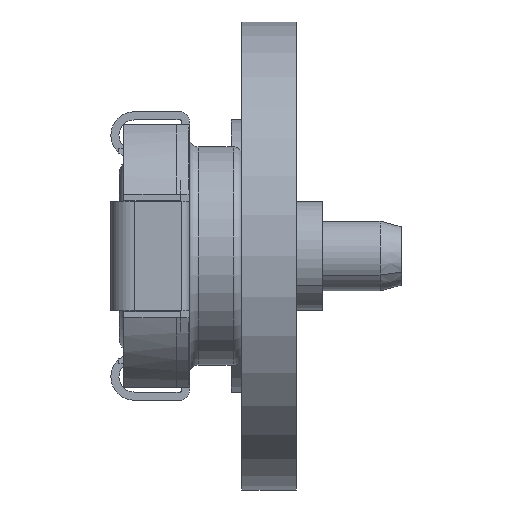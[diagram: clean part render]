
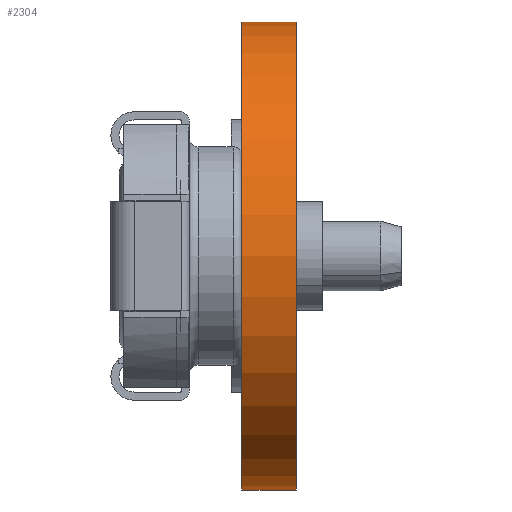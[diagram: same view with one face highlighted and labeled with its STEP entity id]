
A CAD part, left-side view. The second image highlights one B-rep face of the part: STEP entity #2304.
In plain terms, the highlighted cylindrical face has radius 6.795 mm (diameter 13.589 mm), a partial arc.
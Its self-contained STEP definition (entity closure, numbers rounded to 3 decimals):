
#1598 = VERTEX_POINT ( 'NONE', #4143 ) ;
#1602 = EDGE_CURVE ( 'NONE', #1598, #1757, #4192, .T. ) ;
#1757 = VERTEX_POINT ( 'NONE', #4438 ) ;
#2170 = VERTEX_POINT ( 'NONE', #4989 ) ;
#2172 = EDGE_CURVE ( 'NONE', #2173, #2170, #5050, .T. ) ;
#2173 = VERTEX_POINT ( 'NONE', #5046 ) ;
#2257 = EDGE_CURVE ( 'NONE', #1598, #2173, #5171, .T. ) ;
#2280 = ORIENTED_EDGE ( 'NONE', *, *, #2172, .T. ) ;
#2281 = ORIENTED_EDGE ( 'NONE', *, *, #2282, .F. ) ;
#2282 = EDGE_CURVE ( 'NONE', #1757, #2170, #5205, .T. ) ;
#2283 = ORIENTED_EDGE ( 'NONE', *, *, #1602, .F. ) ;
#2284 = ORIENTED_EDGE ( 'NONE', *, *, #2257, .T. ) ;
#2304 = ADVANCED_FACE ( 'NONE', ( #5229 ), #5228, .T. ) ;
#2305 = EDGE_LOOP ( 'NONE', ( #2280, #2281, #2283, #2284 ) ) ;
#4143 = CARTESIAN_POINT ( 'NONE',  ( -6.35, 1.575, -6.794 ) ) ;
#4188 = DIRECTION ( 'NONE',  ( 0., 0., -1. ) ) ;
#4189 = DIRECTION ( 'NONE',  ( 0., 1., 0. ) ) ;
#4190 = CARTESIAN_POINT ( 'NONE',  ( -6.35, 1.575, 0. ) ) ;
#4191 = AXIS2_PLACEMENT_3D ( 'NONE', #4190, #4189, #4188 ) ;
#4192 = CIRCLE ( 'NONE', #4191, 6.794 ) ;
#4438 = CARTESIAN_POINT ( 'NONE',  ( -6.35, 1.575, 6.794 ) ) ;
#4988 = CARTESIAN_POINT ( 'NONE',  ( -6.35, 0., 0. ) ) ;
#4989 = CARTESIAN_POINT ( 'NONE',  ( -6.35, 0., 6.794 ) ) ;
#5046 = CARTESIAN_POINT ( 'NONE',  ( -6.35, 0., -6.794 ) ) ;
#5047 = DIRECTION ( 'NONE',  ( 0., 0., -1. ) ) ;
#5048 = DIRECTION ( 'NONE',  ( 0., 1., 0. ) ) ;
#5049 = AXIS2_PLACEMENT_3D ( 'NONE', #4988, #5048, #5047 ) ;
#5050 = CIRCLE ( 'NONE', #5049, 6.794 ) ;
#5168 = DIRECTION ( 'NONE',  ( 0., -1., 0. ) ) ;
#5169 = VECTOR ( 'NONE', #5168, 1000. ) ;
#5170 = CARTESIAN_POINT ( 'NONE',  ( -6.35, 1.575, -6.794 ) ) ;
#5171 = LINE ( 'NONE', #5170, #5169 ) ;
#5197 = DIRECTION ( 'NONE',  ( 0., -1., 0. ) ) ;
#5198 = VECTOR ( 'NONE', #5197, 1000. ) ;
#5199 = CARTESIAN_POINT ( 'NONE',  ( -6.35, 1.575, 6.794 ) ) ;
#5205 = LINE ( 'NONE', #5199, #5198 ) ;
#5224 = DIRECTION ( 'NONE',  ( 0., 0., -1. ) ) ;
#5225 = DIRECTION ( 'NONE',  ( 0., -1., 0. ) ) ;
#5226 = AXIS2_PLACEMENT_3D ( 'NONE', #5227, #5225, #5224 ) ;
#5227 = CARTESIAN_POINT ( 'NONE',  ( -6.35, 1.575, 0. ) ) ;
#5228 = CYLINDRICAL_SURFACE ( 'NONE', #5226, 6.794 ) ;
#5229 = FACE_OUTER_BOUND ( 'NONE', #2305, .T. ) ;
